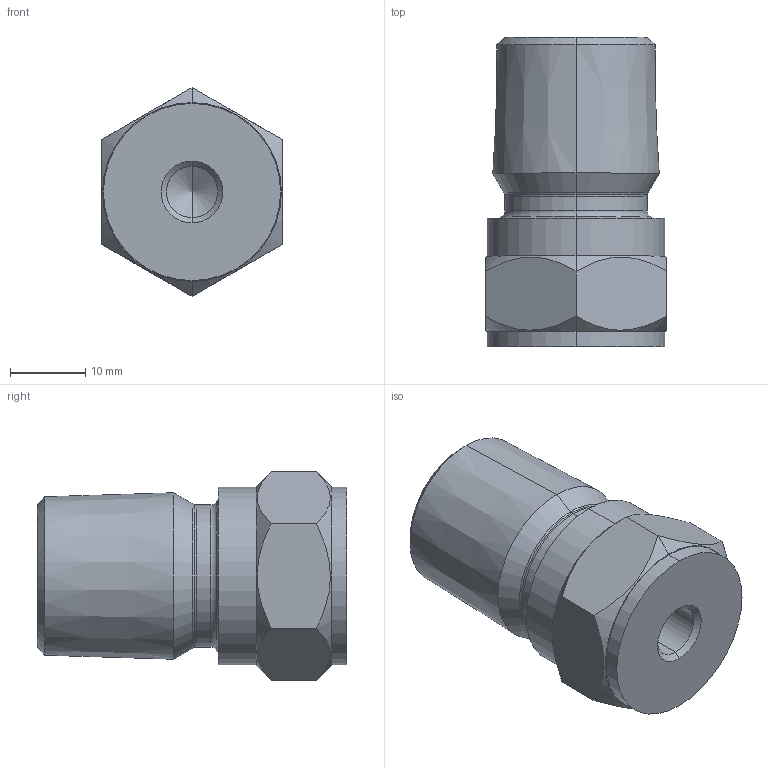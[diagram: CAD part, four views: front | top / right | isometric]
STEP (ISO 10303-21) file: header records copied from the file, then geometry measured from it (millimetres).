
FILE_DESCRIPTION((''),'2;1');
FILE_NAME('CAD-8170','2022-03-21T10:26:58',('creinig-se'),(''),'CREO PARAMETRIC BY PTC INC, 2019292','CREO PARAMETRIC BY PTC INC, 2019292','');
FILE_SCHEMA(('CONFIG_CONTROL_DESIGN','SHAPE_APPEARANCE_LAYERS_GROUPS'));
Length unit declared in the file: millimetre
Products named in the file (1): CAD-8170
Bounding box: 24 x 41 x 27.71 mm (x, y, z)
Volume: 15796.8 mm3; surface area: 4154.7 mm2
Topology: 1 solids, 1 shells, 41 faces, 86 edges, 49 vertices
Faces by surface type: cone 14, plane 11, cylinder 8, torus 8
Entity records: 1521 total; most frequent: CARTESIAN_POINT 310, DIRECTION 198, ORIENTED_EDGE 168, AXIS2_PLACEMENT_3D 85, PRESENTATION_STYLE_ASSIGNMENT 85, STYLED_ITEM 85, CURVE_STYLE 84, EDGE_CURVE 84
